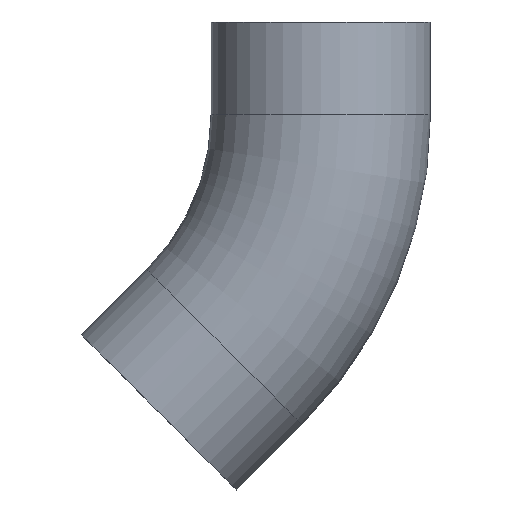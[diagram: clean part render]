
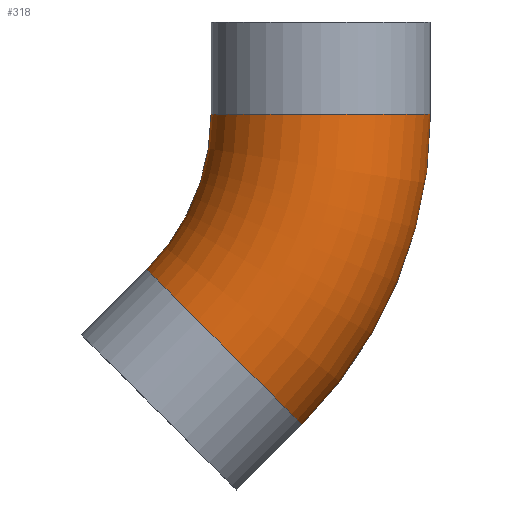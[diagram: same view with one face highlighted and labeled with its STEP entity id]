
A CAD part, front view. The second image highlights one B-rep face of the part: STEP entity #318.
In plain terms, the highlighted toroidal (fillet/blend) face has major radius 228.6 mm and minor radius 76.2 mm.
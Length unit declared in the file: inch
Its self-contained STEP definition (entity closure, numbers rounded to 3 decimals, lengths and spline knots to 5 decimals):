
#3 = CARTESIAN_POINT ( 'NONE',  ( 0., 0., 0. ) ) ;
#33 = FACE_OUTER_BOUND ( 'NONE', #298, .T. ) ;
#34 = DIRECTION ( 'NONE',  ( 1., 0., 0. ) ) ;
#78 = CARTESIAN_POINT ( 'NONE',  ( 12., 0., 0. ) ) ;
#91 = EDGE_CURVE ( 'NONE', #235, #176, #393, .T. ) ;
#107 = AXIS2_PLACEMENT_3D ( 'NONE', #150, #374, #148 ) ;
#117 = CARTESIAN_POINT ( 'NONE',  ( 8.48528, 0., -8.48528 ) ) ;
#119 = ORIENTED_EDGE ( 'NONE', *, *, #286, .F. ) ;
#148 = DIRECTION ( 'NONE',  ( 0., 0., -1. ) ) ;
#150 = CARTESIAN_POINT ( 'NONE',  ( 0., 0., 0. ) ) ;
#170 = TOROIDAL_SURFACE ( 'NONE', #107, 9., 3. ) ;
#172 = CIRCLE ( 'NONE', #222, 6. ) ;
#176 = VERTEX_POINT ( 'NONE', #78 ) ;
#191 = CIRCLE ( 'NONE', #197, 12. ) ;
#197 = AXIS2_PLACEMENT_3D ( 'NONE', #3, #343, #332 ) ;
#202 = CARTESIAN_POINT ( 'NONE',  ( 9., 0., 0. ) ) ;
#222 = AXIS2_PLACEMENT_3D ( 'NONE', #381, #276, #337 ) ;
#235 = VERTEX_POINT ( 'NONE', #274 ) ;
#246 = ORIENTED_EDGE ( 'NONE', *, *, #421, .T. ) ;
#247 = DIRECTION ( 'NONE',  ( -0.707, 0., -0.707 ) ) ;
#252 = ORIENTED_EDGE ( 'NONE', *, *, #349, .F. ) ;
#274 = CARTESIAN_POINT ( 'NONE',  ( 6., 0., 0. ) ) ;
#276 = DIRECTION ( 'NONE',  ( 0., -1., 0. ) ) ;
#284 = VERTEX_POINT ( 'NONE', #117 ) ;
#286 = EDGE_CURVE ( 'NONE', #415, #235, #172, .T. ) ;
#298 = EDGE_LOOP ( 'NONE', ( #252, #246, #417, #119 ) ) ;
#307 = AXIS2_PLACEMENT_3D ( 'NONE', #202, #364, #34 ) ;
#316 = DIRECTION ( 'NONE',  ( -0.707, 0., 0.707 ) ) ;
#318 = ADVANCED_FACE ( 'NONE', ( #33 ), #170, .T. ) ;
#332 = DIRECTION ( 'NONE',  ( 0., 0., -1. ) ) ;
#337 = DIRECTION ( 'NONE',  ( 0., 0., -1. ) ) ;
#343 = DIRECTION ( 'NONE',  ( 0., -1., 0. ) ) ;
#349 = EDGE_CURVE ( 'NONE', #284, #415, #392, .T. ) ;
#364 = DIRECTION ( 'NONE',  ( 0., 0., 1. ) ) ;
#374 = DIRECTION ( 'NONE',  ( 0., -1., 0. ) ) ;
#381 = CARTESIAN_POINT ( 'NONE',  ( 0., 0., 0. ) ) ;
#384 = CARTESIAN_POINT ( 'NONE',  ( 6.36396, 0., -6.36396 ) ) ;
#392 = CIRCLE ( 'NONE', #416, 3. ) ;
#393 = CIRCLE ( 'NONE', #307, 3. ) ;
#405 = CARTESIAN_POINT ( 'NONE',  ( 4.24264, 0., -4.24264 ) ) ;
#415 = VERTEX_POINT ( 'NONE', #405 ) ;
#416 = AXIS2_PLACEMENT_3D ( 'NONE', #384, #247, #316 ) ;
#417 = ORIENTED_EDGE ( 'NONE', *, *, #91, .F. ) ;
#421 = EDGE_CURVE ( 'NONE', #284, #176, #191, .T. ) ;
